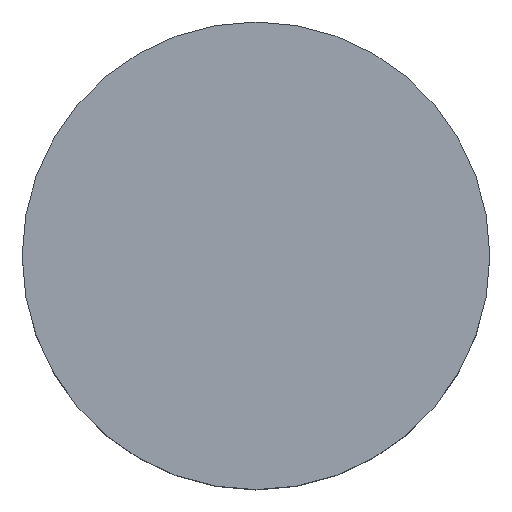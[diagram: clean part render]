
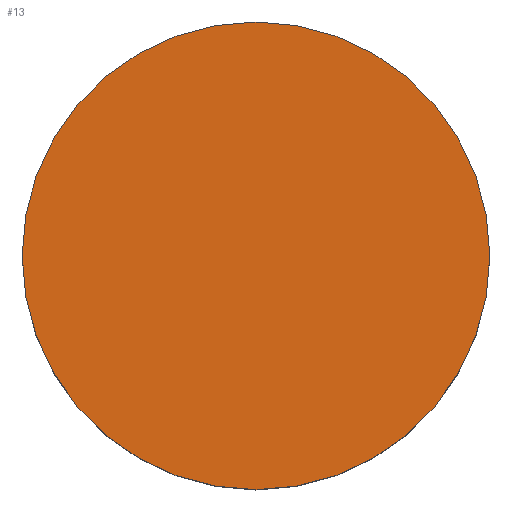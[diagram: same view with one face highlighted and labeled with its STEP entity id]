
A CAD part, top view. The second image highlights one B-rep face of the part: STEP entity #13.
In plain terms, the highlighted planar face has unit normal (0, 0, 1).
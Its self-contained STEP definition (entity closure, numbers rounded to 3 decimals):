
#5 = EDGE_CURVE ( 'NONE', #54, #38, #43, .T. ) ;
#13 = ADVANCED_FACE ( 'NONE', ( #25 ), #24, .T. ) ;
#20 = ORIENTED_EDGE ( 'NONE', *, *, #5, .T. ) ;
#24 = PLANE ( 'NONE',  #142 ) ;
#25 = FACE_OUTER_BOUND ( 'NONE', #37, .T. ) ;
#30 = CARTESIAN_POINT ( 'NONE',  ( 0., 0., 8.5 ) ) ;
#37 = EDGE_LOOP ( 'NONE', ( #52, #20 ) ) ;
#38 = VERTEX_POINT ( 'NONE', #41 ) ;
#41 = CARTESIAN_POINT ( 'NONE',  ( 2.49, 0., 8.5 ) ) ;
#42 = CARTESIAN_POINT ( 'NONE',  ( 0., 0., 8.5 ) ) ;
#43 = CIRCLE ( 'NONE', #164, 2.49 ) ;
#45 = DIRECTION ( 'NONE',  ( 0., 0., 1. ) ) ;
#52 = ORIENTED_EDGE ( 'NONE', *, *, #96, .T. ) ;
#54 = VERTEX_POINT ( 'NONE', #120 ) ;
#55 = CARTESIAN_POINT ( 'NONE',  ( 0., 0., 8.5 ) ) ;
#69 = DIRECTION ( 'NONE',  ( 1., 0., 0. ) ) ;
#96 = EDGE_CURVE ( 'NONE', #38, #54, #160, .T. ) ;
#117 = AXIS2_PLACEMENT_3D ( 'NONE', #30, #197, #198 ) ;
#119 = DIRECTION ( 'NONE',  ( 0., 0., 1. ) ) ;
#120 = CARTESIAN_POINT ( 'NONE',  ( -2.49, 0., 8.5 ) ) ;
#142 = AXIS2_PLACEMENT_3D ( 'NONE', #55, #45, #69 ) ;
#160 = CIRCLE ( 'NONE', #117, 2.49 ) ;
#164 = AXIS2_PLACEMENT_3D ( 'NONE', #42, #119, #188 ) ;
#188 = DIRECTION ( 'NONE',  ( 1., 0., 0. ) ) ;
#197 = DIRECTION ( 'NONE',  ( 0., 0., 1. ) ) ;
#198 = DIRECTION ( 'NONE',  ( 1., 0., 0. ) ) ;
